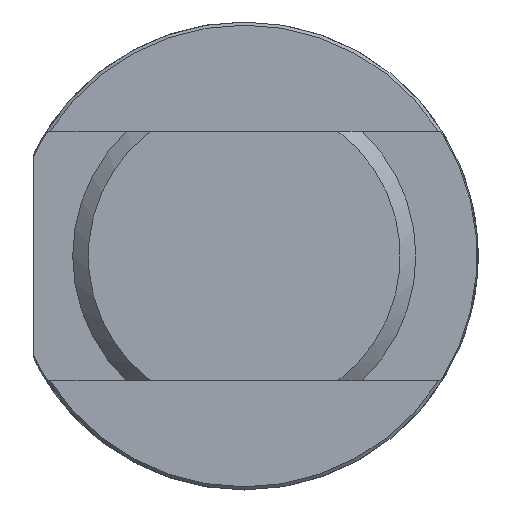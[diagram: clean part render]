
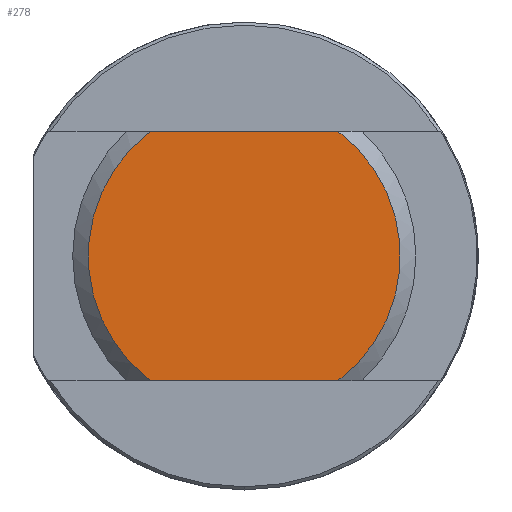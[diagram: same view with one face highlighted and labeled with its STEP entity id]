
A CAD part, left-side view. The second image highlights one B-rep face of the part: STEP entity #278.
In plain terms, the highlighted planar face has unit normal (-1, 0, 0).
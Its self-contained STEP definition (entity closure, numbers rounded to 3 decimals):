
#6 = AXIS2_PLACEMENT_3D ( 'NONE', #1556, #1431, #1435 ) ;
#20 = EDGE_CURVE ( 'NONE', #1367, #1371, #1786, .T. ) ;
#21 = EDGE_CURVE ( 'NONE', #1367, #1604, #1834, .T. ) ;
#33 = EDGE_CURVE ( 'NONE', #1744, #1371, #1853, .T. ) ;
#84 = EDGE_CURVE ( 'NONE', #1744, #1604, #989, .T. ) ;
#278 = ADVANCED_FACE ( 'NONE', ( #3363 ), #2310, .F. ) ;
#533 = CARTESIAN_POINT ( 'NONE',  ( 0., 0., 0. ) ) ;
#543 = DIRECTION ( 'NONE',  ( 0., 0., -1. ) ) ;
#550 = DIRECTION ( 'NONE',  ( -1., 0., 0. ) ) ;
#989 = CIRCLE ( 'NONE', #4463, 10. ) ;
#1201 = ORIENTED_EDGE ( 'NONE', *, *, #33, .F. ) ;
#1290 = ORIENTED_EDGE ( 'NONE', *, *, #84, .T. ) ;
#1293 = ORIENTED_EDGE ( 'NONE', *, *, #21, .F. ) ;
#1295 = ORIENTED_EDGE ( 'NONE', *, *, #20, .T. ) ;
#1367 = VERTEX_POINT ( 'NONE', #2897 ) ;
#1371 = VERTEX_POINT ( 'NONE', #2899 ) ;
#1431 = DIRECTION ( 'NONE',  ( -1., 0., 0. ) ) ;
#1435 = DIRECTION ( 'NONE',  ( 0., 0., -1. ) ) ;
#1534 = CARTESIAN_POINT ( 'NONE',  ( 0., 12.75, 8. ) ) ;
#1556 = CARTESIAN_POINT ( 'NONE',  ( 0., 0., 0. ) ) ;
#1580 = DIRECTION ( 'NONE',  ( 0., -1., 0. ) ) ;
#1604 = VERTEX_POINT ( 'NONE', #3017 ) ;
#1628 = DIRECTION ( 'NONE',  ( 0., 1., 0. ) ) ;
#1631 = CARTESIAN_POINT ( 'NONE',  ( 0., 12.75, -8. ) ) ;
#1744 = VERTEX_POINT ( 'NONE', #3094 ) ;
#1786 = CIRCLE ( 'NONE', #6, 10. ) ;
#1834 = LINE ( 'NONE', #1534, #1840 ) ;
#1840 = VECTOR ( 'NONE', #1580, 1000. ) ;
#1853 = LINE ( 'NONE', #1631, #1863 ) ;
#1863 = VECTOR ( 'NONE', #1628, 1000. ) ;
#2309 = CARTESIAN_POINT ( 'NONE',  ( 0., 0., 0. ) ) ;
#2310 = PLANE ( 'NONE',  #4569 ) ;
#2311 = DIRECTION ( 'NONE',  ( 1., 0., 0. ) ) ;
#2312 = DIRECTION ( 'NONE',  ( 0., 0., -1. ) ) ;
#2897 = CARTESIAN_POINT ( 'NONE',  ( 0., 6., 8. ) ) ;
#2899 = CARTESIAN_POINT ( 'NONE',  ( 0., 6., -8. ) ) ;
#3017 = CARTESIAN_POINT ( 'NONE',  ( 0., -6., 8. ) ) ;
#3094 = CARTESIAN_POINT ( 'NONE',  ( 0., -6., -8. ) ) ;
#3363 = FACE_OUTER_BOUND ( 'NONE', #4361, .T. ) ;
#4361 = EDGE_LOOP ( 'NONE', ( #1295, #1201, #1290, #1293 ) ) ;
#4463 = AXIS2_PLACEMENT_3D ( 'NONE', #533, #550, #543 ) ;
#4569 = AXIS2_PLACEMENT_3D ( 'NONE', #2309, #2311, #2312 ) ;
